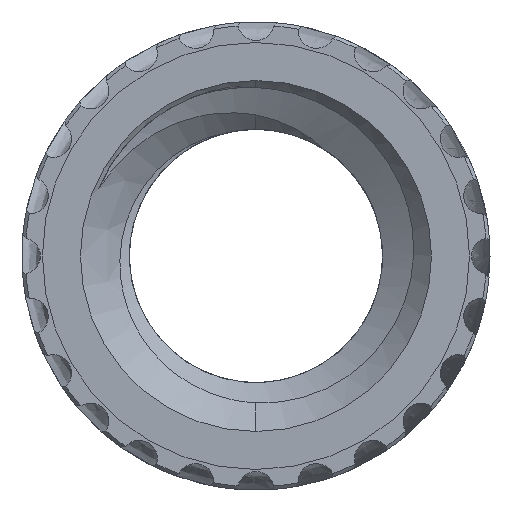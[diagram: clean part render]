
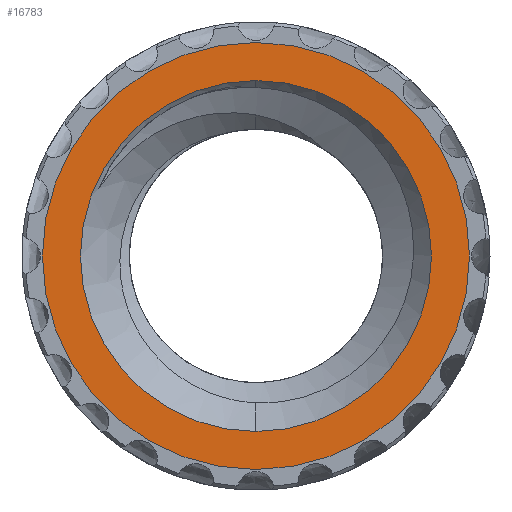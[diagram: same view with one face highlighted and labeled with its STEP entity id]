
A CAD part, front view. The second image highlights one B-rep face of the part: STEP entity #16783.
In plain terms, the highlighted planar face has unit normal (0, -1, 0).
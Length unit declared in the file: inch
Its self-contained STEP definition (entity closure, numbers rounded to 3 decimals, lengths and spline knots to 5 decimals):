
#105 = CIRCLE ( 'NONE', #5971, 0.12822 ) ;
#631 = CARTESIAN_POINT ( 'NONE',  ( 0., 0., -0.12822 ) ) ;
#1216 = CARTESIAN_POINT ( 'NONE',  ( 0., 0., 0. ) ) ;
#1257 = AXIS2_PLACEMENT_3D ( 'NONE', #14546, #6660, #15894 ) ;
#2614 = DIRECTION ( 'NONE',  ( 1., 0., 0. ) ) ;
#3190 = ORIENTED_EDGE ( 'NONE', *, *, #9326, .T. ) ;
#3634 = CARTESIAN_POINT ( 'NONE',  ( -0.156, 0., 0. ) ) ;
#3659 = ORIENTED_EDGE ( 'NONE', *, *, #8885, .T. ) ;
#3918 = AXIS2_PLACEMENT_3D ( 'NONE', #6713, #15953, #8005 ) ;
#5703 = VERTEX_POINT ( 'NONE', #3634 ) ;
#5971 = AXIS2_PLACEMENT_3D ( 'NONE', #1216, #10643, #2614 ) ;
#6377 = EDGE_CURVE ( 'NONE', #8750, #17223, #105, .T. ) ;
#6562 = CIRCLE ( 'NONE', #1257, 0.156 ) ;
#6660 = DIRECTION ( 'NONE',  ( 0., -1., 0. ) ) ;
#6713 = CARTESIAN_POINT ( 'NONE',  ( 0., 0., 0. ) ) ;
#7207 = DIRECTION ( 'NONE',  ( 0., -1., 0. ) ) ;
#7863 = DIRECTION ( 'NONE',  ( 0., -1., 0. ) ) ;
#8005 = DIRECTION ( 'NONE',  ( 1., 0., 0. ) ) ;
#8223 = EDGE_CURVE ( 'NONE', #17223, #8750, #12301, .T. ) ;
#8750 = VERTEX_POINT ( 'NONE', #631 ) ;
#8885 = EDGE_CURVE ( 'NONE', #15198, #5703, #12508, .T. ) ;
#9138 = ORIENTED_EDGE ( 'NONE', *, *, #8223, .F. ) ;
#9326 = EDGE_CURVE ( 'NONE', #5703, #15198, #6562, .T. ) ;
#9695 = CARTESIAN_POINT ( 'NONE',  ( 0., 0., 0.12822 ) ) ;
#10643 = DIRECTION ( 'NONE',  ( 0., -1., 0. ) ) ;
#11488 = ORIENTED_EDGE ( 'NONE', *, *, #6377, .F. ) ;
#11565 = EDGE_LOOP ( 'NONE', ( #3659, #3190 ) ) ;
#12024 = FACE_BOUND ( 'NONE', #14224, .T. ) ;
#12301 = CIRCLE ( 'NONE', #3918, 0.12822 ) ;
#12508 = CIRCLE ( 'NONE', #12712, 0.156 ) ;
#12712 = AXIS2_PLACEMENT_3D ( 'NONE', #15121, #7207, #16452 ) ;
#14224 = EDGE_LOOP ( 'NONE', ( #11488, #9138 ) ) ;
#14546 = CARTESIAN_POINT ( 'NONE',  ( 0., 0., 0. ) ) ;
#15121 = CARTESIAN_POINT ( 'NONE',  ( 0., 0., 0. ) ) ;
#15179 = FACE_OUTER_BOUND ( 'NONE', #11565, .T. ) ;
#15198 = VERTEX_POINT ( 'NONE', #17291 ) ;
#15748 = CARTESIAN_POINT ( 'NONE',  ( 0.156, 0., 0. ) ) ;
#15808 = PLANE ( 'NONE',  #15989 ) ;
#15894 = DIRECTION ( 'NONE',  ( 1., 0., 0. ) ) ;
#15953 = DIRECTION ( 'NONE',  ( 0., -1., 0. ) ) ;
#15989 = AXIS2_PLACEMENT_3D ( 'NONE', #15748, #7863, #17145 ) ;
#16452 = DIRECTION ( 'NONE',  ( 1., 0., 0. ) ) ;
#16783 = ADVANCED_FACE ( 'NONE', ( #12024, #15179 ), #15808, .T. ) ;
#17145 = DIRECTION ( 'NONE',  ( 1., 0., 0. ) ) ;
#17223 = VERTEX_POINT ( 'NONE', #9695 ) ;
#17291 = CARTESIAN_POINT ( 'NONE',  ( 0.156, 0., 0. ) ) ;
